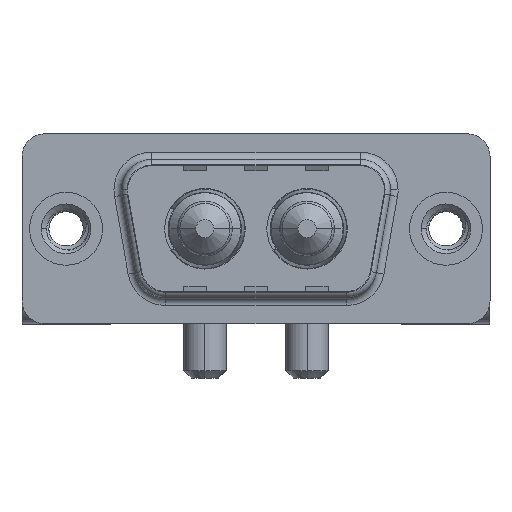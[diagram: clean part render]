
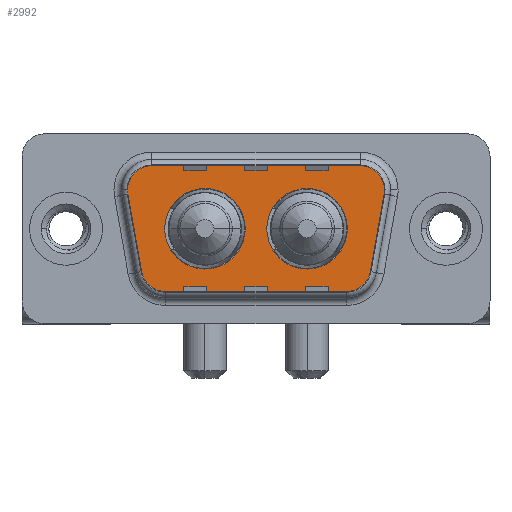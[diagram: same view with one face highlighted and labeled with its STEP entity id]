
A CAD part, top view. The second image highlights one B-rep face of the part: STEP entity #2992.
In plain terms, the highlighted planar face has unit normal (0, 0, 1).
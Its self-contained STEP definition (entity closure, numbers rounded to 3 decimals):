
#215 = AXIS2_PLACEMENT_3D ( 'NONE', #9426, #7445, #5552 ) ;
#261 = EDGE_LOOP ( 'NONE', ( #3450, #8846 ) ) ;
#460 = DIRECTION ( 'NONE',  ( 1., 0., 0. ) ) ;
#471 = AXIS2_PLACEMENT_3D ( 'NONE', #771, #9252, #6322 ) ;
#556 = EDGE_CURVE ( 'NONE', #12329, #7291, #2405, .T. ) ;
#572 = VERTEX_POINT ( 'NONE', #5904 ) ;
#614 = AXIS2_PLACEMENT_3D ( 'NONE', #3932, #7884, #2213 ) ;
#636 = ORIENTED_EDGE ( 'NONE', *, *, #556, .T. ) ;
#771 = CARTESIAN_POINT ( 'NONE',  ( 19.564, 2.9, 0. ) ) ;
#850 = EDGE_CURVE ( 'NONE', #7862, #12329, #5270, .T. ) ;
#864 = ORIENTED_EDGE ( 'NONE', *, *, #3122, .T. ) ;
#1100 = EDGE_CURVE ( 'NONE', #11132, #7862, #3187, .T. ) ;
#1144 = VERTEX_POINT ( 'NONE', #5645 ) ;
#1343 = FACE_OUTER_BOUND ( 'NONE', #2115, .T. ) ;
#1461 = VERTEX_POINT ( 'NONE', #2346 ) ;
#1518 = CARTESIAN_POINT ( 'NONE',  ( 18.541, -4.9, 0. ) ) ;
#1596 = CIRCLE ( 'NONE', #3760, 2. ) ;
#1643 = VERTEX_POINT ( 'NONE', #5557 ) ;
#1858 = CARTESIAN_POINT ( 'NONE',  ( 13.21, 0., 0. ) ) ;
#2102 = CARTESIAN_POINT ( 'NONE',  ( 5.436, 4.9, 0. ) ) ;
#2115 = EDGE_LOOP ( 'NONE', ( #864, #3856, #6769, #4308, #10338, #7949, #10763, #636, #11974 ) ) ;
#2213 = DIRECTION ( 'NONE',  ( 1., 0., 0. ) ) ;
#2286 = DIRECTION ( 'NONE',  ( -1., 0., 0. ) ) ;
#2346 = CARTESIAN_POINT ( 'NONE',  ( 19.564, 4.9, 0. ) ) ;
#2405 = CIRCLE ( 'NONE', #11154, 2. ) ;
#2615 = AXIS2_PLACEMENT_3D ( 'NONE', #11551, #7169, #5234 ) ;
#2622 = EDGE_CURVE ( 'NONE', #572, #1461, #1596, .T. ) ;
#2699 = VERTEX_POINT ( 'NONE', #7839 ) ;
#2780 = CARTESIAN_POINT ( 'NONE',  ( 6.459, -2.9, 0. ) ) ;
#2858 = DIRECTION ( 'NONE',  ( 1., 0., 0. ) ) ;
#2975 = EDGE_CURVE ( 'NONE', #2699, #7228, #12147, .T. ) ;
#2992 = ADVANCED_FACE ( 'NONE', ( #8877, #10799, #1343 ), #10538, .T. ) ;
#3122 = EDGE_CURVE ( 'NONE', #11842, #1643, #9554, .T. ) ;
#3187 = CIRCLE ( 'NONE', #11747, 2. ) ;
#3264 = CARTESIAN_POINT ( 'NONE',  ( 19.564, 2.9, 0. ) ) ;
#3387 = DIRECTION ( 'NONE',  ( 0.174, -0.985, 0. ) ) ;
#3450 = ORIENTED_EDGE ( 'NONE', *, *, #2975, .F. ) ;
#3760 = AXIS2_PLACEMENT_3D ( 'NONE', #3264, #5028, #7087 ) ;
#3843 = VERTEX_POINT ( 'NONE', #5600 ) ;
#3856 = ORIENTED_EDGE ( 'NONE', *, *, #6307, .T. ) ;
#3880 = CARTESIAN_POINT ( 'NONE',  ( 3.466, 2.553, 0. ) ) ;
#3932 = CARTESIAN_POINT ( 'NONE',  ( 18.541, -2.9, 0. ) ) ;
#3945 = CARTESIAN_POINT ( 'NONE',  ( 5.436, 4.9, 0. ) ) ;
#4308 = ORIENTED_EDGE ( 'NONE', *, *, #2622, .T. ) ;
#4632 = EDGE_CURVE ( 'NONE', #3843, #572, #10407, .T. ) ;
#4726 = ORIENTED_EDGE ( 'NONE', *, *, #10013, .F. ) ;
#5028 = DIRECTION ( 'NONE',  ( 0., 0., 1. ) ) ;
#5112 = DIRECTION ( 'NONE',  ( 0.174, 0.985, 0. ) ) ;
#5234 = DIRECTION ( 'NONE',  ( 1., 0., 0. ) ) ;
#5270 = LINE ( 'NONE', #11938, #6514 ) ;
#5400 = CIRCLE ( 'NONE', #11178, 2.65 ) ;
#5519 = VERTEX_POINT ( 'NONE', #1858 ) ;
#5552 = DIRECTION ( 'NONE',  ( 1., 0., 0. ) ) ;
#5557 = CARTESIAN_POINT ( 'NONE',  ( 20.511, -3.247, 0. ) ) ;
#5574 = AXIS2_PLACEMENT_3D ( 'NONE', #9110, #8996, #460 ) ;
#5600 = CARTESIAN_POINT ( 'NONE',  ( 21.534, 2.553, 0. ) ) ;
#5645 = CARTESIAN_POINT ( 'NONE',  ( 18.51, 0., 0. ) ) ;
#5819 = EDGE_CURVE ( 'NONE', #7291, #11842, #6324, .T. ) ;
#5904 = CARTESIAN_POINT ( 'NONE',  ( 21.564, 2.9, 0. ) ) ;
#6091 = DIRECTION ( 'NONE',  ( 1., 0., 0. ) ) ;
#6307 = EDGE_CURVE ( 'NONE', #1643, #3843, #6935, .T. ) ;
#6322 = DIRECTION ( 'NONE',  ( -1., 0., 0. ) ) ;
#6324 = LINE ( 'NONE', #8028, #11226 ) ;
#6514 = VECTOR ( 'NONE', #3387, 1000. ) ;
#6769 = ORIENTED_EDGE ( 'NONE', *, *, #4632, .T. ) ;
#6797 = CIRCLE ( 'NONE', #2615, 2.65 ) ;
#6935 = LINE ( 'NONE', #7117, #11045 ) ;
#7087 = DIRECTION ( 'NONE',  ( -1., 0., 0. ) ) ;
#7094 = DIRECTION ( 'NONE',  ( 1., 0., 0. ) ) ;
#7117 = CARTESIAN_POINT ( 'NONE',  ( 21.534, 2.553, 0. ) ) ;
#7121 = EDGE_LOOP ( 'NONE', ( #7488, #4726 ) ) ;
#7169 = DIRECTION ( 'NONE',  ( 0., 0., 1. ) ) ;
#7228 = VERTEX_POINT ( 'NONE', #10818 ) ;
#7291 = VERTEX_POINT ( 'NONE', #11701 ) ;
#7445 = DIRECTION ( 'NONE',  ( 0., 0., 1. ) ) ;
#7488 = ORIENTED_EDGE ( 'NONE', *, *, #10842, .F. ) ;
#7588 = CARTESIAN_POINT ( 'NONE',  ( 5.436, 2.9, 0. ) ) ;
#7839 = CARTESIAN_POINT ( 'NONE',  ( 11.79, 0., 0. ) ) ;
#7849 = DIRECTION ( 'NONE',  ( 0., 0., 1. ) ) ;
#7862 = VERTEX_POINT ( 'NONE', #3880 ) ;
#7884 = DIRECTION ( 'NONE',  ( 0., 0., 1. ) ) ;
#7949 = ORIENTED_EDGE ( 'NONE', *, *, #1100, .T. ) ;
#7951 = AXIS2_PLACEMENT_3D ( 'NONE', #7971, #7849, #7094 ) ;
#7971 = CARTESIAN_POINT ( 'NONE',  ( 15.86, 0., 0. ) ) ;
#8028 = CARTESIAN_POINT ( 'NONE',  ( 6.459, -4.9, 0. ) ) ;
#8653 = CARTESIAN_POINT ( 'NONE',  ( 15.86, 0., 0. ) ) ;
#8846 = ORIENTED_EDGE ( 'NONE', *, *, #9710, .F. ) ;
#8877 = FACE_BOUND ( 'NONE', #7121, .T. ) ;
#8889 = LINE ( 'NONE', #3945, #9786 ) ;
#8953 = CARTESIAN_POINT ( 'NONE',  ( 4.489, -3.247, 0. ) ) ;
#8996 = DIRECTION ( 'NONE',  ( 0., 0., 1. ) ) ;
#9110 = CARTESIAN_POINT ( 'NONE',  ( 18.541, -2.9, 0. ) ) ;
#9230 = EDGE_CURVE ( 'NONE', #1461, #11132, #8889, .T. ) ;
#9252 = DIRECTION ( 'NONE',  ( 0., 0., 1. ) ) ;
#9321 = DIRECTION ( 'NONE',  ( 0., 0., 1. ) ) ;
#9426 = CARTESIAN_POINT ( 'NONE',  ( 9.14, 0., 0. ) ) ;
#9506 = DIRECTION ( 'NONE',  ( -1., 0., 0. ) ) ;
#9554 = CIRCLE ( 'NONE', #5574, 2. ) ;
#9568 = DIRECTION ( 'NONE',  ( 1., 0., 0. ) ) ;
#9710 = EDGE_CURVE ( 'NONE', #7228, #2699, #6797, .T. ) ;
#9786 = VECTOR ( 'NONE', #2286, 1000. ) ;
#10013 = EDGE_CURVE ( 'NONE', #5519, #1144, #5400, .T. ) ;
#10338 = ORIENTED_EDGE ( 'NONE', *, *, #9230, .T. ) ;
#10398 = DIRECTION ( 'NONE',  ( 0., 0., 1. ) ) ;
#10407 = CIRCLE ( 'NONE', #471, 2. ) ;
#10445 = DIRECTION ( 'NONE',  ( 0., 0., 1. ) ) ;
#10538 = PLANE ( 'NONE',  #614 ) ;
#10721 = CIRCLE ( 'NONE', #7951, 2.65 ) ;
#10763 = ORIENTED_EDGE ( 'NONE', *, *, #850, .T. ) ;
#10799 = FACE_BOUND ( 'NONE', #261, .T. ) ;
#10818 = CARTESIAN_POINT ( 'NONE',  ( 6.49, 0., 0. ) ) ;
#10842 = EDGE_CURVE ( 'NONE', #1144, #5519, #10721, .T. ) ;
#11045 = VECTOR ( 'NONE', #5112, 1000. ) ;
#11132 = VERTEX_POINT ( 'NONE', #2102 ) ;
#11154 = AXIS2_PLACEMENT_3D ( 'NONE', #2780, #10445, #9506 ) ;
#11178 = AXIS2_PLACEMENT_3D ( 'NONE', #8653, #10398, #2858 ) ;
#11226 = VECTOR ( 'NONE', #6091, 1000. ) ;
#11551 = CARTESIAN_POINT ( 'NONE',  ( 9.14, 0., 0. ) ) ;
#11701 = CARTESIAN_POINT ( 'NONE',  ( 6.459, -4.9, 0. ) ) ;
#11747 = AXIS2_PLACEMENT_3D ( 'NONE', #7588, #9321, #9568 ) ;
#11842 = VERTEX_POINT ( 'NONE', #1518 ) ;
#11938 = CARTESIAN_POINT ( 'NONE',  ( 3.466, 2.553, 0. ) ) ;
#11974 = ORIENTED_EDGE ( 'NONE', *, *, #5819, .T. ) ;
#12147 = CIRCLE ( 'NONE', #215, 2.65 ) ;
#12329 = VERTEX_POINT ( 'NONE', #8953 ) ;
